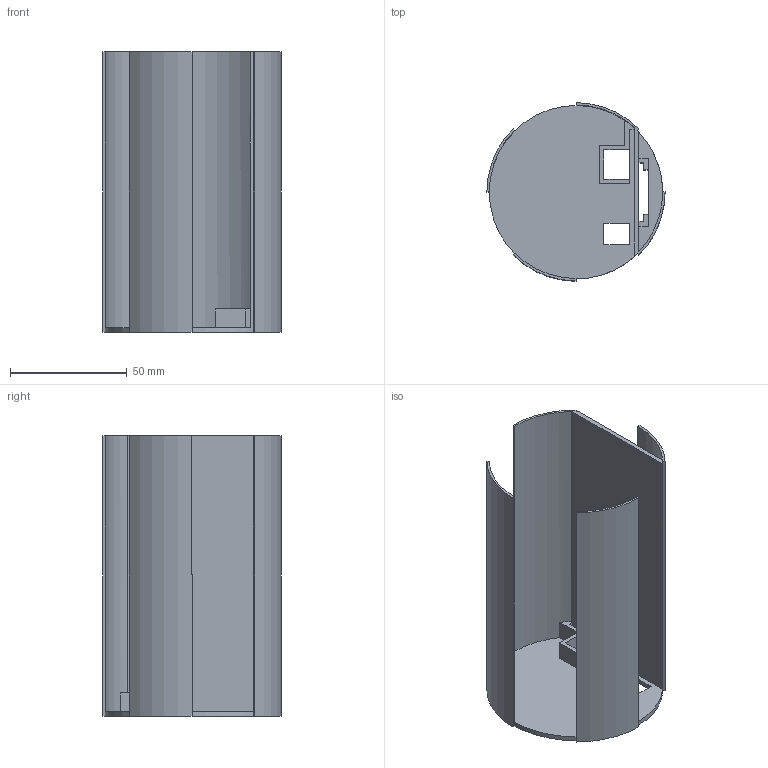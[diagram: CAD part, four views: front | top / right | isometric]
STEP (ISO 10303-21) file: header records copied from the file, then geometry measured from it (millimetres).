
FILE_DESCRIPTION(/* description */ (''),/* implementation_level */ '2;1');
FILE_NAME(/* name */ 'DHEC proto sensor v1 v1.stp',/* time_stamp */ '2021-05-04T16:29:37-04:00',/* author */ (''),/* organization */ (''),/* preprocessor_version */ 'ST-DEVELOPER v18.1',/* originating_system */ 'Autodesk Translation Framework v10.6.0.1341',/* authorisation */ '');
FILE_SCHEMA (('AUTOMOTIVE_DESIGN { 1 0 10303 214 3 1 1 }'));
Length unit declared in the file: millimetre
Products named in the file (1): DHEC proto sensor v1
Bounding box: 76.2 x 76.2 x 120 mm (x, y, z)
Volume: 35862.7 mm3; surface area: 51452.9 mm2
Topology: 1 solids, 1 shells, 57 faces, 161 edges, 104 vertices
Faces by surface type: plane 45, cylinder 12
Entity records: 1867 total; most frequent: CARTESIAN_POINT 323, ORIENTED_EDGE 322, DIRECTION 304, EDGE_CURVE 161, LINE 134, VECTOR 134, VERTEX_POINT 104, AXIS2_PLACEMENT_3D 85
